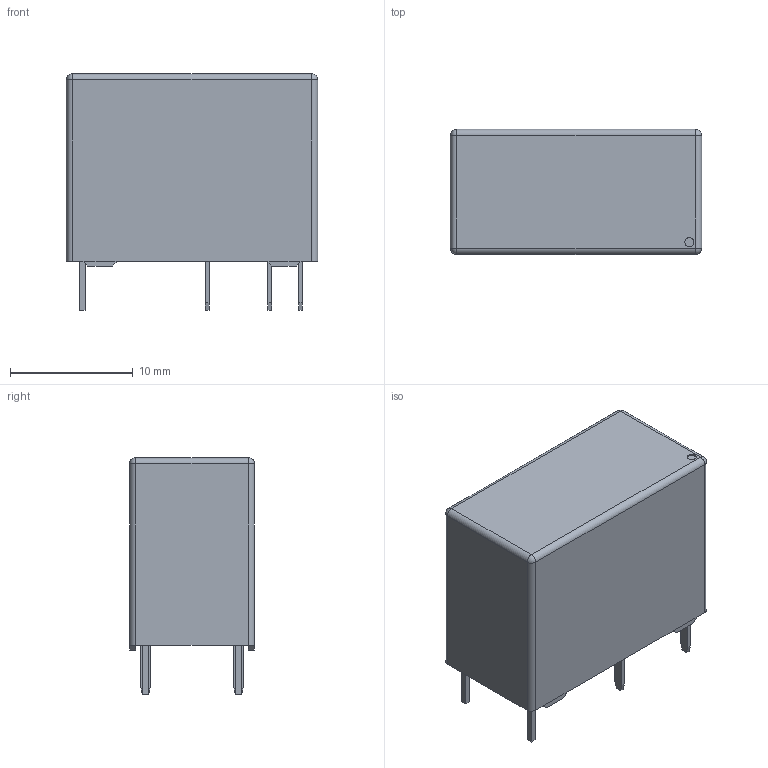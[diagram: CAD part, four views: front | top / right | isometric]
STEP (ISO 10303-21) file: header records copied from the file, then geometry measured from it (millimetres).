
FILE_DESCRIPTION(('FreeCAD Model'),'2;1');
FILE_NAME('Open CASCADE Shape Model','2023-10-20T13:43:49',( 'kicad StepUp'),('ksu MCAD'),'Open CASCADE STEP processor 7.6', 'FreeCAD','Unknown');
FILE_SCHEMA(('AUTOMOTIVE_DESIGN { 1 0 10303 214 1 1 1 1 }'));
Length unit declared in the file: millimetre
Products named in the file (1): Fillet
Bounding box: 20.5 x 10.2 x 19.3 mm (x, y, z)
Volume: 3199 mm3; surface area: 1379.6 mm2
Topology: 1 solids, 1 shells, 79 faces, 213 edges, 138 vertices
Faces by surface type: plane 66, cylinder 9, sphere 4
Full cylindrical faces by diameter (mm): 0.75 x1
Entity records: 2987 total; most frequent: CARTESIAN_POINT 427, ORIENTED_EDGE 418, DIRECTION 387, EDGE_CURVE 209, LINE 191, VECTOR 191, VERTEX_POINT 138, AXIS2_PLACEMENT_3D 98
